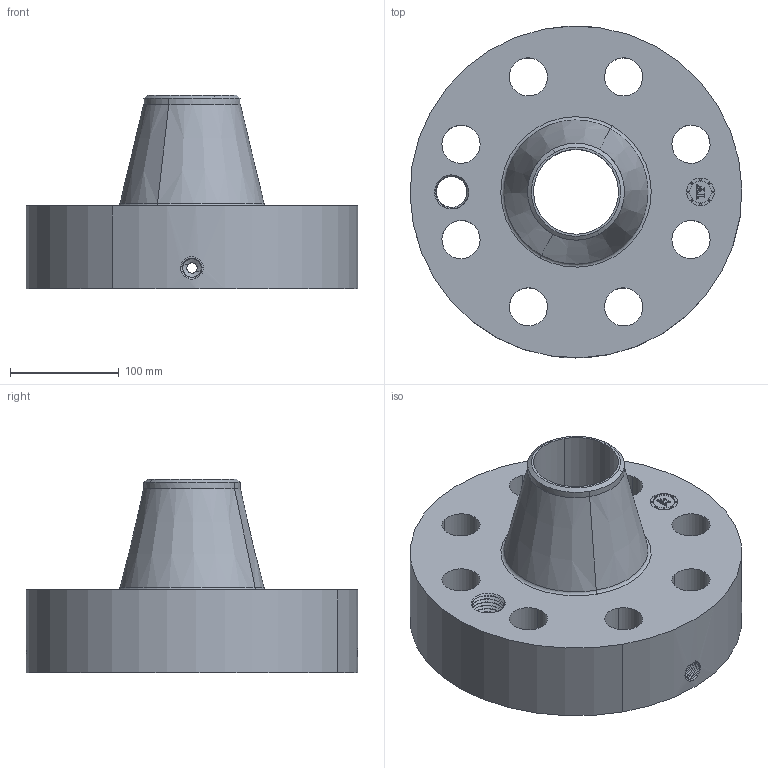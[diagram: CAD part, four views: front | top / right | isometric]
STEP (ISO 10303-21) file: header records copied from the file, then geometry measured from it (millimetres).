
FILE_DESCRIPTION(('3D STEP'),'2;1');
FILE_NAME('3-2500-RTJ-WELD-NECK-STD-ORIF-FLANGE.stp','2013-11-04T02:27:23+00:00',('Texas Flange'),(''),'CATIA Version 5 Release 20 SP 6 (IN-10)','CATIA V5 STEP AP214','800-826-3801');
FILE_SCHEMA(('AUTOMOTIVE_DESIGN { 1 0 10303 214 1 1 1 1 }'));
Length unit declared in the file: inch
Products named in the file (1): 3-2500-RTJ-WELD-NECK-STD-ORIF-FLANGE
Bounding box: 304.72 x 304.8 x 177.67 mm (x, y, z)
Volume: 4967451.1 mm3; surface area: 354671.4 mm2
Topology: 1 solids, 1 shells, 813 faces, 2201 edges, 1410 vertices
Faces by surface type: plane 370, bspline 276, cylinder 103, cone 54, torus 6, revolution 4
Entity records: 34511 total; most frequent: CARTESIAN_POINT 14620, ORIENTED_EDGE 4402, EDGE_CURVE 2201, DIRECTION 2101, VERTEX_POINT 1410, VECTOR 1196, LINE 1196, B_SPLINE_CURVE_WITH_KNOTS 880
